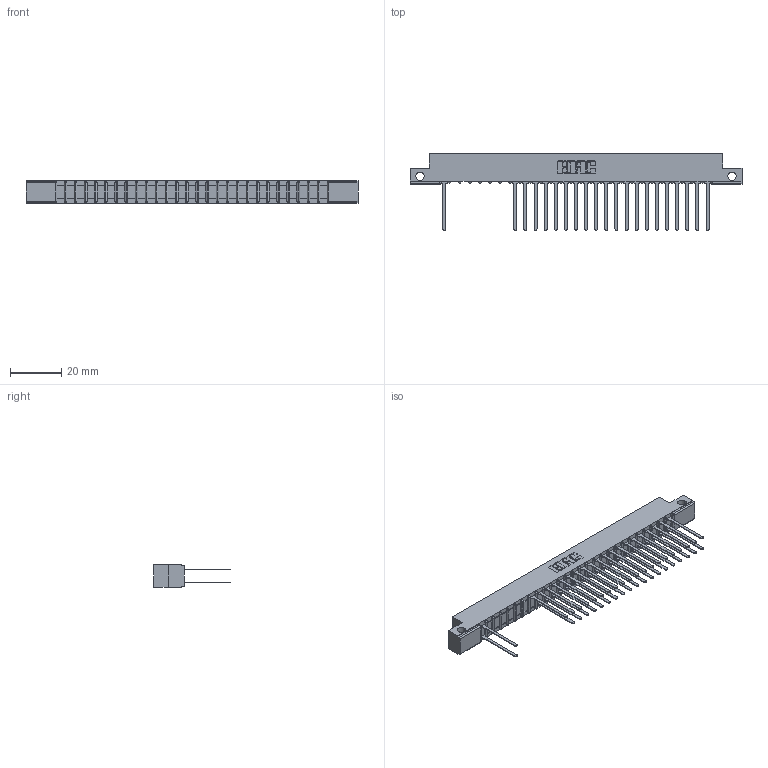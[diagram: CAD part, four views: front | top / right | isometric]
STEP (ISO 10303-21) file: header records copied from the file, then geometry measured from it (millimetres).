
FILE_DESCRIPTION (( 'STEP AP203' ), '1' );
FILE_NAME ('307-054-540-212.STEP', '2018-08-06T06:01:33', ( '' ), ( '' ), 'SwSTEP 2.0', 'SolidWorks 2016', '' );
FILE_SCHEMA (( 'CONFIG_CONTROL_DESIGN' ));
Length unit declared in the file: inch
Products named in the file (3): 307 Part_.128 Dia Side Mounting Holes; 307-290-001_540; 307-054-540-212
Assembly tree (42 placements, depth 2):
  307-054-540-212
    307 Part_.128 Dia Side Mounting Holes
    307-290-001_540  x41
Bounding box: 130 x 30 x 8.71 mm (x, y, z)
Volume: 8487.4 mm3; surface area: 15425.5 mm2
Topology: 42 solids, 42 shells, 2162 faces, 6069 edges, 3914 vertices
Faces by surface type: plane 1419, cylinder 687, sphere 56
Entity records: 25414 total; most frequent: CARTESIAN_POINT 4214, ORIENTED_EDGE 4186, DIRECTION 4121, EDGE_CURVE 2093, VECTOR 1599, LINE 1599, VERTEX_POINT 1354, AXIS2_PLACEMENT_3D 1261
